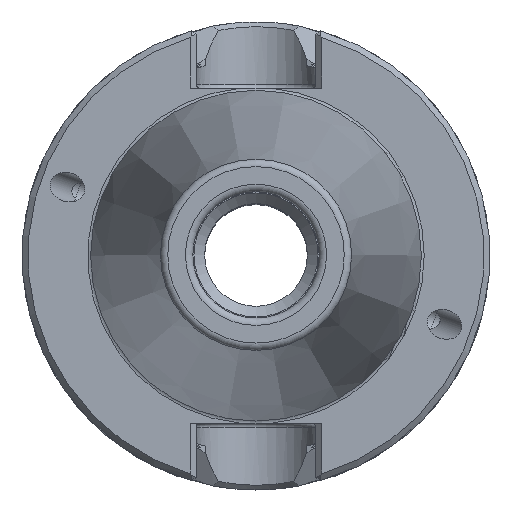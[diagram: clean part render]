
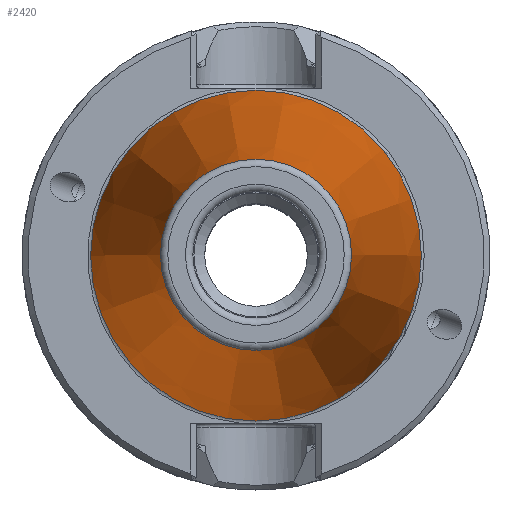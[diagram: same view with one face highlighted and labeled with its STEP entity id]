
A CAD part, top view. The second image highlights one B-rep face of the part: STEP entity #2420.
In plain terms, the highlighted conical face has half-angle 8.297 degrees and reference radius 12.871 mm.
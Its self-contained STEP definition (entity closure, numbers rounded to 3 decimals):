
#242=CONICAL_SURFACE('',#2584,12.871,0.145);
#294=CIRCLE('',#2579,12.871);
#297=CIRCLE('',#2585,22.268);
#420=ORIENTED_EDGE('',*,*,#819,.T.);
#421=ORIENTED_EDGE('',*,*,#815,.F.);
#815=EDGE_CURVE('',#1034,#1034,#294,.T.);
#819=EDGE_CURVE('',#1039,#1039,#297,.T.);
#1034=VERTEX_POINT('',#3357);
#1039=VERTEX_POINT('',#3383);
#1295=EDGE_LOOP('',(#420));
#1296=EDGE_LOOP('',(#421));
#1474=FACE_BOUND('',#1295,.T.);
#1475=FACE_BOUND('',#1296,.T.);
#2420=ADVANCED_FACE('',(#1474,#1475),#242,.T.);
#2579=AXIS2_PLACEMENT_3D('',#3356,#2876,#2877);
#2584=AXIS2_PLACEMENT_3D('',#3381,#2886,#2887);
#2585=AXIS2_PLACEMENT_3D('',#3382,#2888,#2889);
#2876=DIRECTION('',(0.,0.,1.));
#2877=DIRECTION('',(1.,0.,0.));
#2886=DIRECTION('',(0.,0.,-1.));
#2887=DIRECTION('',(-1.,0.,0.));
#2888=DIRECTION('',(0.,0.,1.));
#2889=DIRECTION('',(1.,0.,0.));
#3356=CARTESIAN_POINT('',(0.,0.,64.544));
#3357=CARTESIAN_POINT('',(12.871,0.,64.544));
#3381=CARTESIAN_POINT('',(0.,0.,64.544));
#3382=CARTESIAN_POINT('',(0.,0.,0.106));
#3383=CARTESIAN_POINT('',(22.268,0.,0.106));
